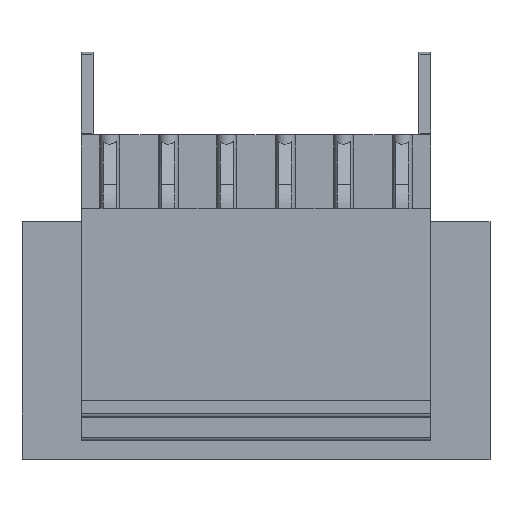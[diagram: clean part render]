
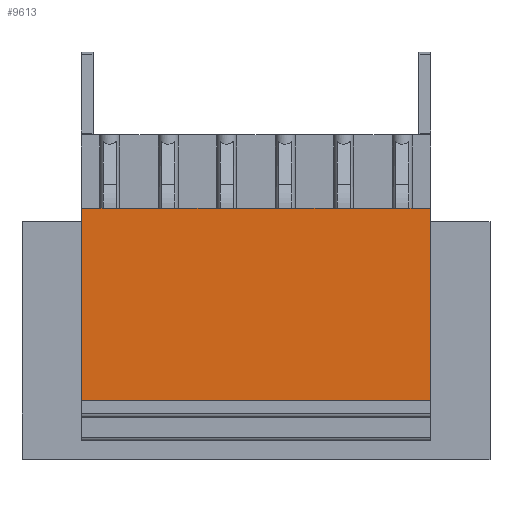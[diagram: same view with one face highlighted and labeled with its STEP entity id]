
A CAD part, top view. The second image highlights one B-rep face of the part: STEP entity #9613.
In plain terms, the highlighted planar face has unit normal (0, 0, 1).
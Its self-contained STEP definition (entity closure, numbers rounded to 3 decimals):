
#9340=AXIS2_PLACEMENT_3D('Plane Axis2P3D',#9337,#9338,#9339) ;
#9337=CARTESIAN_POINT('Axis2P3D Location',(0.,2.5,33.)) ;
#9470=CARTESIAN_POINT('Vertex',(24.45,3.5,33.)) ;
#9473=CARTESIAN_POINT('Line Origine',(14.,3.5,33.)) ;
#9477=CARTESIAN_POINT('Vertex',(3.55,3.5,33.)) ;
#9492=CARTESIAN_POINT('Line Origine',(24.45,9.25,33.)) ;
#9496=CARTESIAN_POINT('Vertex',(24.45,15.,33.)) ;
#9499=CARTESIAN_POINT('Line Origine',(23.8,15.,33.)) ;
#9503=CARTESIAN_POINT('Vertex',(23.15,15.,33.)) ;
#9506=CARTESIAN_POINT('Line Origine',(22.75,15.,33.)) ;
#9510=CARTESIAN_POINT('Vertex',(22.35,15.,33.)) ;
#9513=CARTESIAN_POINT('Line Origine',(21.,15.,33.)) ;
#9517=CARTESIAN_POINT('Vertex',(19.65,15.,33.)) ;
#9520=CARTESIAN_POINT('Line Origine',(19.25,15.,33.)) ;
#9524=CARTESIAN_POINT('Vertex',(18.85,15.,33.)) ;
#9527=CARTESIAN_POINT('Line Origine',(17.5,15.,33.)) ;
#9531=CARTESIAN_POINT('Vertex',(16.15,15.,33.)) ;
#9534=CARTESIAN_POINT('Line Origine',(15.75,15.,33.)) ;
#9538=CARTESIAN_POINT('Vertex',(15.35,15.,33.)) ;
#9541=CARTESIAN_POINT('Line Origine',(14.,15.,33.)) ;
#9545=CARTESIAN_POINT('Vertex',(12.65,15.,33.)) ;
#9548=CARTESIAN_POINT('Line Origine',(12.25,15.,33.)) ;
#9552=CARTESIAN_POINT('Vertex',(11.85,15.,33.)) ;
#9555=CARTESIAN_POINT('Line Origine',(10.5,15.,33.)) ;
#9559=CARTESIAN_POINT('Vertex',(9.15,15.,33.)) ;
#9562=CARTESIAN_POINT('Line Origine',(8.75,15.,33.)) ;
#9566=CARTESIAN_POINT('Vertex',(8.35,15.,33.)) ;
#9569=CARTESIAN_POINT('Line Origine',(7.,15.,33.)) ;
#9573=CARTESIAN_POINT('Vertex',(5.65,15.,33.)) ;
#9576=CARTESIAN_POINT('Line Origine',(5.25,15.,33.)) ;
#9580=CARTESIAN_POINT('Vertex',(4.85,15.,33.)) ;
#9583=CARTESIAN_POINT('Line Origine',(4.2,15.,33.)) ;
#9587=CARTESIAN_POINT('Vertex',(3.55,15.,33.)) ;
#9590=CARTESIAN_POINT('Line Origine',(3.55,9.25,33.)) ;
#9338=DIRECTION('Axis2P3D Direction',(-0.,0.,1.)) ;
#9339=DIRECTION('Axis2P3D XDirection',(0.,-1.,0.)) ;
#9474=DIRECTION('Vector Direction',(1.,0.,0.)) ;
#9493=DIRECTION('Vector Direction',(0.,-1.,0.)) ;
#9500=DIRECTION('Vector Direction',(1.,0.,0.)) ;
#9507=DIRECTION('Vector Direction',(1.,0.,0.)) ;
#9514=DIRECTION('Vector Direction',(1.,0.,0.)) ;
#9521=DIRECTION('Vector Direction',(1.,0.,0.)) ;
#9528=DIRECTION('Vector Direction',(1.,0.,0.)) ;
#9535=DIRECTION('Vector Direction',(1.,0.,0.)) ;
#9542=DIRECTION('Vector Direction',(1.,0.,0.)) ;
#9549=DIRECTION('Vector Direction',(1.,0.,0.)) ;
#9556=DIRECTION('Vector Direction',(1.,0.,0.)) ;
#9563=DIRECTION('Vector Direction',(1.,0.,0.)) ;
#9570=DIRECTION('Vector Direction',(1.,0.,0.)) ;
#9577=DIRECTION('Vector Direction',(1.,0.,0.)) ;
#9584=DIRECTION('Vector Direction',(1.,0.,0.)) ;
#9591=DIRECTION('Vector Direction',(0.,-1.,0.)) ;
#9475=VECTOR('Line Direction',#9474,1.) ;
#9494=VECTOR('Line Direction',#9493,1.) ;
#9501=VECTOR('Line Direction',#9500,1.) ;
#9508=VECTOR('Line Direction',#9507,1.) ;
#9515=VECTOR('Line Direction',#9514,1.) ;
#9522=VECTOR('Line Direction',#9521,1.) ;
#9529=VECTOR('Line Direction',#9528,1.) ;
#9536=VECTOR('Line Direction',#9535,1.) ;
#9543=VECTOR('Line Direction',#9542,1.) ;
#9550=VECTOR('Line Direction',#9549,1.) ;
#9557=VECTOR('Line Direction',#9556,1.) ;
#9564=VECTOR('Line Direction',#9563,1.) ;
#9571=VECTOR('Line Direction',#9570,1.) ;
#9578=VECTOR('Line Direction',#9577,1.) ;
#9585=VECTOR('Line Direction',#9584,1.) ;
#9592=VECTOR('Line Direction',#9591,1.) ;
#9596=ORIENTED_EDGE('',*,*,#9498,.T.) ;
#9597=ORIENTED_EDGE('',*,*,#9505,.F.) ;
#9598=ORIENTED_EDGE('',*,*,#9512,.F.) ;
#9599=ORIENTED_EDGE('',*,*,#9519,.F.) ;
#9600=ORIENTED_EDGE('',*,*,#9526,.F.) ;
#9601=ORIENTED_EDGE('',*,*,#9533,.F.) ;
#9602=ORIENTED_EDGE('',*,*,#9540,.F.) ;
#9603=ORIENTED_EDGE('',*,*,#9547,.F.) ;
#9604=ORIENTED_EDGE('',*,*,#9554,.F.) ;
#9605=ORIENTED_EDGE('',*,*,#9561,.F.) ;
#9606=ORIENTED_EDGE('',*,*,#9568,.F.) ;
#9607=ORIENTED_EDGE('',*,*,#9575,.F.) ;
#9608=ORIENTED_EDGE('',*,*,#9582,.F.) ;
#9609=ORIENTED_EDGE('',*,*,#9589,.F.) ;
#9610=ORIENTED_EDGE('',*,*,#9594,.F.) ;
#9611=ORIENTED_EDGE('',*,*,#9479,.T.) ;
#9613=ADVANCED_FACE('HOUSING',(#9612),#9341,.T.) ;
#9479=EDGE_CURVE('',#9478,#9471,#9476,.T.) ;
#9498=EDGE_CURVE('',#9471,#9497,#9495,.F.) ;
#9505=EDGE_CURVE('',#9504,#9497,#9502,.T.) ;
#9512=EDGE_CURVE('',#9511,#9504,#9509,.T.) ;
#9519=EDGE_CURVE('',#9518,#9511,#9516,.T.) ;
#9526=EDGE_CURVE('',#9525,#9518,#9523,.T.) ;
#9533=EDGE_CURVE('',#9532,#9525,#9530,.T.) ;
#9540=EDGE_CURVE('',#9539,#9532,#9537,.T.) ;
#9547=EDGE_CURVE('',#9546,#9539,#9544,.T.) ;
#9554=EDGE_CURVE('',#9553,#9546,#9551,.T.) ;
#9561=EDGE_CURVE('',#9560,#9553,#9558,.T.) ;
#9568=EDGE_CURVE('',#9567,#9560,#9565,.T.) ;
#9575=EDGE_CURVE('',#9574,#9567,#9572,.T.) ;
#9582=EDGE_CURVE('',#9581,#9574,#9579,.T.) ;
#9589=EDGE_CURVE('',#9588,#9581,#9586,.T.) ;
#9594=EDGE_CURVE('',#9478,#9588,#9593,.F.) ;
#9595=EDGE_LOOP('',(#9596,#9597,#9598,#9599,#9600,#9601,#9602,#9603,#9604,#9605,#9606,#9607,#9608,#9609,#9610,#9611)) ;
#9612=FACE_OUTER_BOUND('',#9595,.T.) ;
#9476=LINE('Line',#9473,#9475) ;
#9495=LINE('Line',#9492,#9494) ;
#9502=LINE('Line',#9499,#9501) ;
#9509=LINE('Line',#9506,#9508) ;
#9516=LINE('Line',#9513,#9515) ;
#9523=LINE('Line',#9520,#9522) ;
#9530=LINE('Line',#9527,#9529) ;
#9537=LINE('Line',#9534,#9536) ;
#9544=LINE('Line',#9541,#9543) ;
#9551=LINE('Line',#9548,#9550) ;
#9558=LINE('Line',#9555,#9557) ;
#9565=LINE('Line',#9562,#9564) ;
#9572=LINE('Line',#9569,#9571) ;
#9579=LINE('Line',#9576,#9578) ;
#9586=LINE('Line',#9583,#9585) ;
#9593=LINE('Line',#9590,#9592) ;
#9341=PLANE('',#9340) ;
#9471=VERTEX_POINT('',#9470) ;
#9478=VERTEX_POINT('',#9477) ;
#9497=VERTEX_POINT('',#9496) ;
#9504=VERTEX_POINT('',#9503) ;
#9511=VERTEX_POINT('',#9510) ;
#9518=VERTEX_POINT('',#9517) ;
#9525=VERTEX_POINT('',#9524) ;
#9532=VERTEX_POINT('',#9531) ;
#9539=VERTEX_POINT('',#9538) ;
#9546=VERTEX_POINT('',#9545) ;
#9553=VERTEX_POINT('',#9552) ;
#9560=VERTEX_POINT('',#9559) ;
#9567=VERTEX_POINT('',#9566) ;
#9574=VERTEX_POINT('',#9573) ;
#9581=VERTEX_POINT('',#9580) ;
#9588=VERTEX_POINT('',#9587) ;
